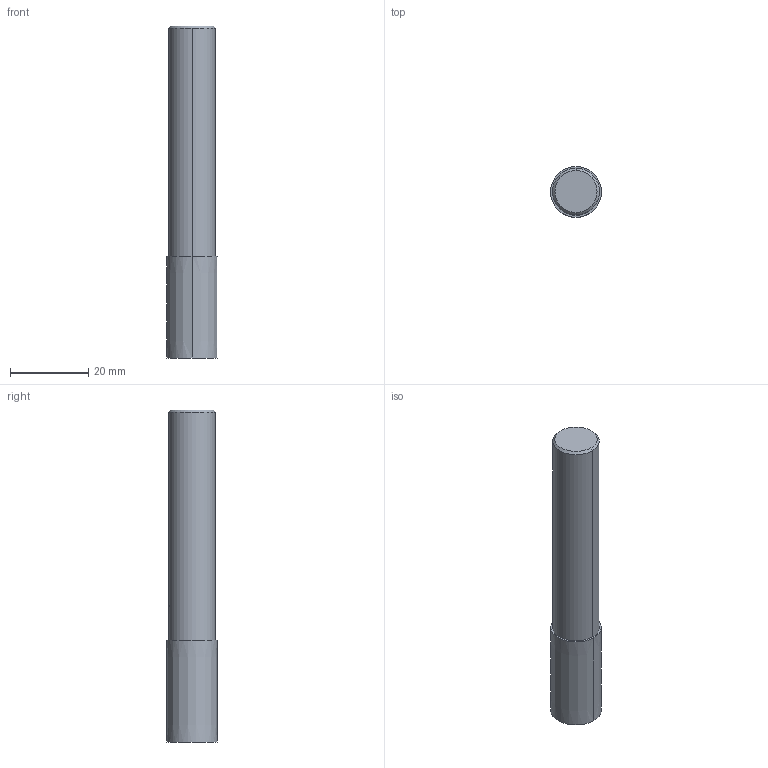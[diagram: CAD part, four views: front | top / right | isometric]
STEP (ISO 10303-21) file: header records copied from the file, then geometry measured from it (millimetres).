
FILE_DESCRIPTION(('no description'),'unknown implementation level');
FILE_NAME('solidv7Mb_0MnKY0IyDbahtDd2IdUCik_1.STP',' ',('CIM GmbH Aachen'),('CADClick - KiM GmbH - www.kimweb.de'),'unknown preprocess','ACIS','unknown authorization');
FILE_SCHEMA(('automotive_design'));
Length unit declared in the file: millimetre
Products named in the file (1): 1
Bounding box: 13 x 13 x 85 mm (x, y, z)
Volume: 10116.4 mm3; surface area: 3540.2 mm2
Topology: 1 solids, 1 shells, 23 faces, 61 edges, 40 vertices
Faces by surface type: plane 10, cylinder 9, cone 4
Entity records: 1704 total; most frequent: CARTESIAN_POINT 408, STYLED_ITEM 125, PRESENTATION_STYLE_ASSIGNMENT 125, COLOUR_RGB 125, ORIENTED_EDGE 122, DIRECTION 120, EDGE_CURVE 61, CURVE_STYLE 61
